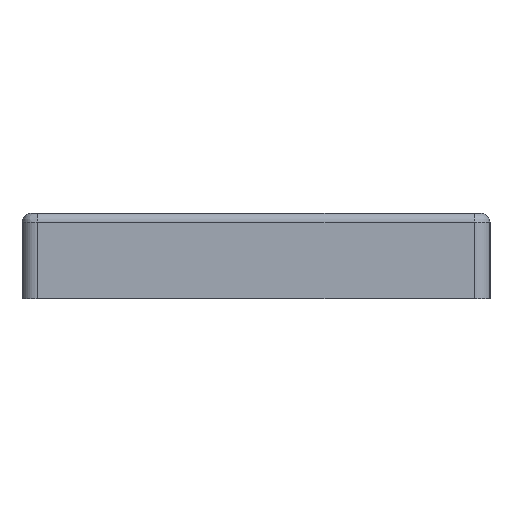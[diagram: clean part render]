
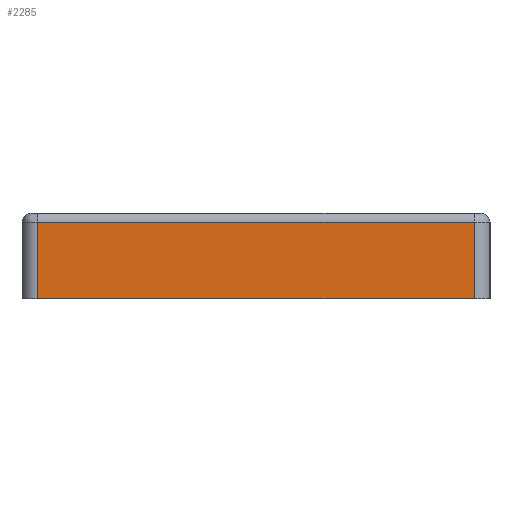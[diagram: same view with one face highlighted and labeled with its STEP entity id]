
A CAD part, front view. The second image highlights one B-rep face of the part: STEP entity #2285.
In plain terms, the highlighted planar face has unit normal (0, -1, 0).
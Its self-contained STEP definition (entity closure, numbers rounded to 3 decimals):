
#233=FACE_OUTER_BOUND('',#378,.T.);
#378=EDGE_LOOP('',(#1847,#1848,#1849,#1850));
#605=LINE('',#3686,#847);
#613=LINE('',#3754,#855);
#614=LINE('',#3758,#856);
#615=LINE('',#3759,#857);
#847=VECTOR('',#2947,10.);
#855=VECTOR('',#2995,10.);
#856=VECTOR('',#3000,10.);
#857=VECTOR('',#3001,10.);
#1101=VERTEX_POINT('',#3683);
#1102=VERTEX_POINT('',#3685);
#1112=VERTEX_POINT('',#3753);
#1113=VERTEX_POINT('',#3757);
#1358=EDGE_CURVE('',#1101,#1102,#605,.T.);
#1378=EDGE_CURVE('',#1112,#1102,#613,.T.);
#1380=EDGE_CURVE('',#1113,#1101,#614,.T.);
#1381=EDGE_CURVE('',#1113,#1112,#615,.T.);
#1847=ORIENTED_EDGE('',*,*,#1358,.F.);
#1848=ORIENTED_EDGE('',*,*,#1380,.F.);
#1849=ORIENTED_EDGE('',*,*,#1381,.T.);
#1850=ORIENTED_EDGE('',*,*,#1378,.T.);
#2179=PLANE('',#2492);
#2285=ADVANCED_FACE('',(#233),#2179,.T.);
#2492=AXIS2_PLACEMENT_3D('',#3756,#2998,#2999);
#2947=DIRECTION('',(1.,0.,0.));
#2995=DIRECTION('',(0.,0.,1.));
#2998=DIRECTION('center_axis',(0.,-1.,0.));
#2999=DIRECTION('ref_axis',(1.,0.,0.));
#3000=DIRECTION('',(0.,0.,1.));
#3001=DIRECTION('',(1.,0.,0.));
#3683=CARTESIAN_POINT('',(-52.684,65.031,6.56));
#3685=CARTESIAN_POINT('',(-24.736,65.031,6.56));
#3686=CARTESIAN_POINT('',(-45.694,65.031,6.56));
#3753=CARTESIAN_POINT('',(-24.736,65.031,1.66));
#3754=CARTESIAN_POINT('',(-24.736,65.031,1.66));
#3756=CARTESIAN_POINT('Origin',(-52.684,65.031,1.66));
#3757=CARTESIAN_POINT('',(-52.684,65.031,1.66));
#3758=CARTESIAN_POINT('',(-52.684,65.031,1.66));
#3759=CARTESIAN_POINT('',(-52.684,65.031,1.66));
